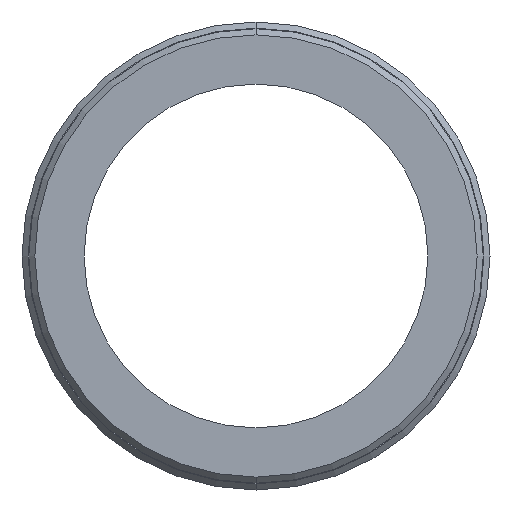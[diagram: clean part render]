
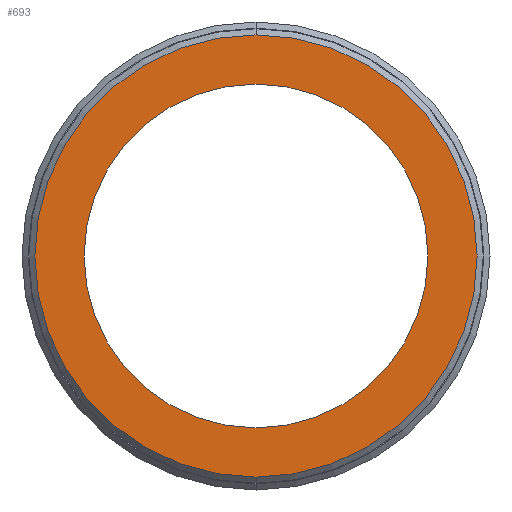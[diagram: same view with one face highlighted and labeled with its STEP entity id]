
A CAD part, front view. The second image highlights one B-rep face of the part: STEP entity #693.
In plain terms, the highlighted planar face has unit normal (0, -1, 0).
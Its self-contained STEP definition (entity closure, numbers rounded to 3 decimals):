
#4 = EDGE_CURVE ( 'NONE', #641, #663, #395, .T. ) ;
#25 = EDGE_CURVE ( 'NONE', #36, #600, #605, .T. ) ;
#36 = VERTEX_POINT ( 'NONE', #946 ) ;
#55 = CARTESIAN_POINT ( 'NONE',  ( 14., 0., 0. ) ) ;
#231 = DIRECTION ( 'NONE',  ( 0., -1., 0. ) ) ;
#265 = EDGE_LOOP ( 'NONE', ( #695, #984 ) ) ;
#287 = DIRECTION ( 'NONE',  ( 0., -1., 0. ) ) ;
#294 = CARTESIAN_POINT ( 'NONE',  ( 0., 0., 0. ) ) ;
#297 = DIRECTION ( 'NONE',  ( 0., 0., -1. ) ) ;
#383 = DIRECTION ( 'NONE',  ( 0., 0., -1. ) ) ;
#384 = CARTESIAN_POINT ( 'NONE',  ( 0., 0., 14. ) ) ;
#395 = CIRCLE ( 'NONE', #655, 14. ) ;
#421 = CARTESIAN_POINT ( 'NONE',  ( 0., 0., -18. ) ) ;
#448 = FACE_BOUND ( 'NONE', #834, .T. ) ;
#455 = DIRECTION ( 'NONE',  ( 0., 0., -1. ) ) ;
#461 = CARTESIAN_POINT ( 'NONE',  ( 0., 0., 0. ) ) ;
#464 = CIRCLE ( 'NONE', #949, 14. ) ;
#465 = CARTESIAN_POINT ( 'NONE',  ( 0., 0., -14. ) ) ;
#478 = FACE_OUTER_BOUND ( 'NONE', #265, .T. ) ;
#531 = CIRCLE ( 'NONE', #1093, 18. ) ;
#582 = ORIENTED_EDGE ( 'NONE', *, *, #687, .F. ) ;
#595 = EDGE_CURVE ( 'NONE', #600, #36, #531, .T. ) ;
#597 = DIRECTION ( 'NONE',  ( 0., -1., 0. ) ) ;
#600 = VERTEX_POINT ( 'NONE', #421 ) ;
#605 = CIRCLE ( 'NONE', #615, 18. ) ;
#615 = AXIS2_PLACEMENT_3D ( 'NONE', #900, #920, #921 ) ;
#636 = ORIENTED_EDGE ( 'NONE', *, *, #4, .F. ) ;
#641 = VERTEX_POINT ( 'NONE', #465 ) ;
#655 = AXIS2_PLACEMENT_3D ( 'NONE', #294, #231, #297 ) ;
#663 = VERTEX_POINT ( 'NONE', #384 ) ;
#687 = EDGE_CURVE ( 'NONE', #663, #641, #464, .T. ) ;
#693 = ADVANCED_FACE ( 'NONE', ( #478, #448 ), #742, .T. ) ;
#695 = ORIENTED_EDGE ( 'NONE', *, *, #25, .T. ) ;
#742 = PLANE ( 'NONE',  #839 ) ;
#748 = CARTESIAN_POINT ( 'NONE',  ( 0., 0., 0. ) ) ;
#823 = DIRECTION ( 'NONE',  ( 0., -1., 0. ) ) ;
#834 = EDGE_LOOP ( 'NONE', ( #636, #582 ) ) ;
#839 = AXIS2_PLACEMENT_3D ( 'NONE', #55, #287, #383 ) ;
#900 = CARTESIAN_POINT ( 'NONE',  ( 0., 0., 0. ) ) ;
#920 = DIRECTION ( 'NONE',  ( 0., -1., 0. ) ) ;
#921 = DIRECTION ( 'NONE',  ( 0., 0., -1. ) ) ;
#946 = CARTESIAN_POINT ( 'NONE',  ( 0., 0., 18. ) ) ;
#949 = AXIS2_PLACEMENT_3D ( 'NONE', #748, #597, #455 ) ;
#984 = ORIENTED_EDGE ( 'NONE', *, *, #595, .T. ) ;
#1089 = DIRECTION ( 'NONE',  ( 0., 0., -1. ) ) ;
#1093 = AXIS2_PLACEMENT_3D ( 'NONE', #461, #823, #1089 ) ;
